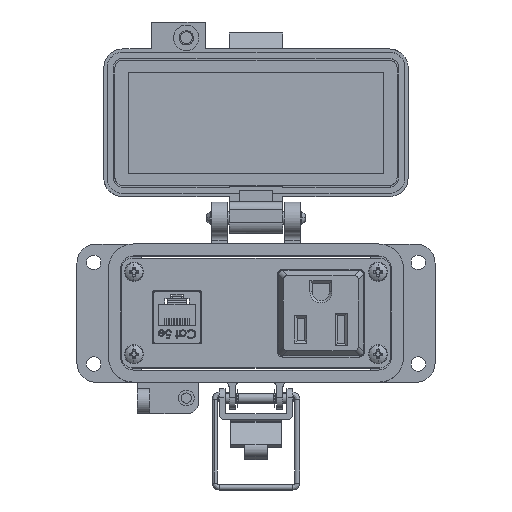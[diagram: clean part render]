
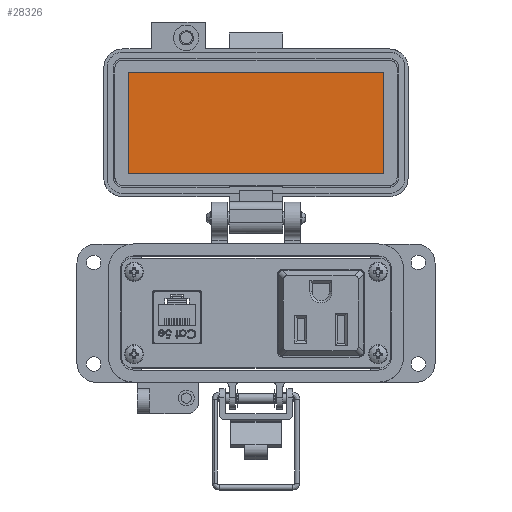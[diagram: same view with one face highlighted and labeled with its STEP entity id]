
A CAD part, top view. The second image highlights one B-rep face of the part: STEP entity #28326.
In plain terms, the highlighted planar face has unit normal (0, 0, 1).
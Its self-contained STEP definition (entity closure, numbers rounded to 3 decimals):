
#3324 = CARTESIAN_POINT ( 'NONE',  ( -40.25, 83.154, -25.55 ) ) ;
#4603 = EDGE_LOOP ( 'NONE', ( #58763, #23635, #40684, #64276 ) ) ;
#10003 = EDGE_CURVE ( 'NONE', #25954, #19149, #15182, .T. ) ;
#10166 = VERTEX_POINT ( 'NONE', #27458 ) ;
#11723 = AXIS2_PLACEMENT_3D ( 'NONE', #30068, #43687, #14430 ) ;
#13860 = DIRECTION ( 'NONE',  ( 0., -1., 0. ) ) ;
#14430 = DIRECTION ( 'NONE',  ( 0., -1., 0. ) ) ;
#14681 = CARTESIAN_POINT ( 'NONE',  ( 40.25, 83.154, -25.55 ) ) ;
#14835 = DIRECTION ( 'NONE',  ( 0., 1., 0. ) ) ;
#15182 = LINE ( 'NONE', #21162, #28971 ) ;
#15926 = LINE ( 'NONE', #26257, #49714 ) ;
#18849 = VERTEX_POINT ( 'NONE', #14681 ) ;
#19075 = FACE_OUTER_BOUND ( 'NONE', #4603, .T. ) ;
#19149 = VERTEX_POINT ( 'NONE', #3324 ) ;
#20139 = LINE ( 'NONE', #24157, #61633 ) ;
#21162 = CARTESIAN_POINT ( 'NONE',  ( -40.25, 67.154, -25.55 ) ) ;
#23635 = ORIENTED_EDGE ( 'NONE', *, *, #10003, .F. ) ;
#24157 = CARTESIAN_POINT ( 'NONE',  ( 40.25, 67.154, -25.55 ) ) ;
#24497 = EDGE_CURVE ( 'NONE', #10166, #25954, #15926, .T. ) ;
#25954 = VERTEX_POINT ( 'NONE', #44069 ) ;
#26257 = CARTESIAN_POINT ( 'NONE',  ( 42., 51.154, -25.55 ) ) ;
#27458 = CARTESIAN_POINT ( 'NONE',  ( 40.25, 51.154, -25.55 ) ) ;
#28326 = ADVANCED_FACE ( 'NONE', ( #19075 ), #34375, .T. ) ;
#28971 = VECTOR ( 'NONE', #14835, 1000. ) ;
#29002 = VECTOR ( 'NONE', #52226, 1000. ) ;
#29014 = EDGE_CURVE ( 'NONE', #18849, #10166, #20139, .T. ) ;
#30068 = CARTESIAN_POINT ( 'NONE',  ( -8.5, 67.154, -25.55 ) ) ;
#34375 = PLANE ( 'NONE',  #11723 ) ;
#36995 = LINE ( 'NONE', #43263, #29002 ) ;
#40609 = EDGE_CURVE ( 'NONE', #19149, #18849, #36995, .T. ) ;
#40684 = ORIENTED_EDGE ( 'NONE', *, *, #24497, .F. ) ;
#43263 = CARTESIAN_POINT ( 'NONE',  ( -8.5, 83.154, -25.55 ) ) ;
#43687 = DIRECTION ( 'NONE',  ( 0., 0., 1. ) ) ;
#44069 = CARTESIAN_POINT ( 'NONE',  ( -40.25, 51.154, -25.55 ) ) ;
#46498 = DIRECTION ( 'NONE',  ( -1., 0., 0. ) ) ;
#49714 = VECTOR ( 'NONE', #46498, 1000. ) ;
#52226 = DIRECTION ( 'NONE',  ( 1., 0., 0. ) ) ;
#58763 = ORIENTED_EDGE ( 'NONE', *, *, #40609, .F. ) ;
#61633 = VECTOR ( 'NONE', #13860, 1000. ) ;
#64276 = ORIENTED_EDGE ( 'NONE', *, *, #29014, .F. ) ;
